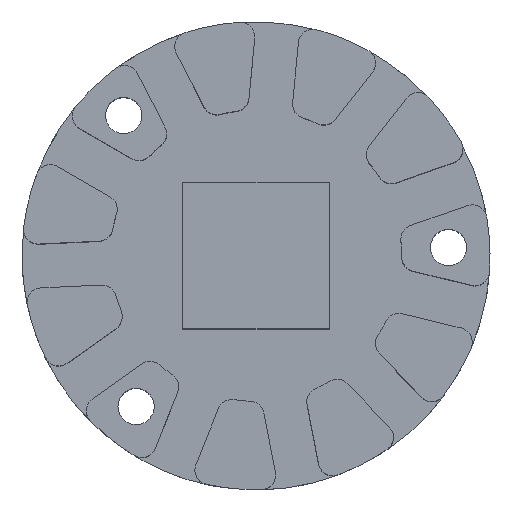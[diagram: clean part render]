
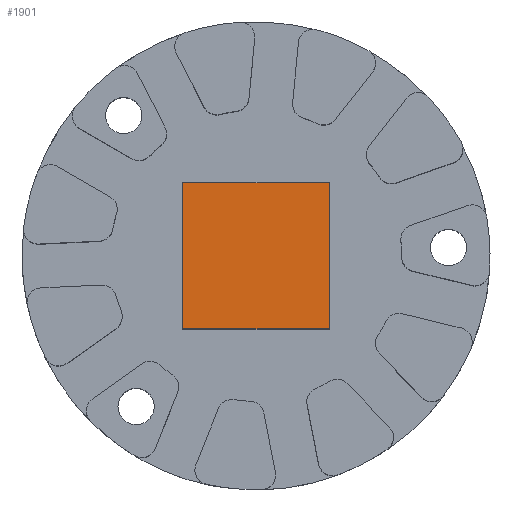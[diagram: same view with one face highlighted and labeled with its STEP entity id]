
A CAD part, top view. The second image highlights one B-rep face of the part: STEP entity #1901.
In plain terms, the highlighted planar face has unit normal (0, 0, 1).
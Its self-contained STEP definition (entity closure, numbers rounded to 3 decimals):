
#47=PLANE('',#2139);
#122=FACE_OUTER_BOUND('',#230,.T.);
#230=EDGE_LOOP('',(#1552,#1553,#1554,#1555));
#277=LINE('',#2877,#425);
#280=LINE('',#2883,#428);
#283=LINE('',#2889,#431);
#286=LINE('',#2893,#434);
#425=VECTOR('',#2238,10.);
#428=VECTOR('',#2243,10.);
#431=VECTOR('',#2248,10.);
#434=VECTOR('',#2253,10.);
#720=VERTEX_POINT('',#2874);
#721=VERTEX_POINT('',#2876);
#723=VERTEX_POINT('',#2882);
#725=VERTEX_POINT('',#2888);
#917=EDGE_CURVE('',#721,#720,#277,.T.);
#920=EDGE_CURVE('',#723,#721,#280,.T.);
#923=EDGE_CURVE('',#725,#723,#283,.T.);
#926=EDGE_CURVE('',#720,#725,#286,.T.);
#1552=ORIENTED_EDGE('',*,*,#917,.T.);
#1553=ORIENTED_EDGE('',*,*,#926,.T.);
#1554=ORIENTED_EDGE('',*,*,#923,.T.);
#1555=ORIENTED_EDGE('',*,*,#920,.T.);
#1901=ADVANCED_FACE('',(#122),#47,.T.);
#2139=AXIS2_PLACEMENT_3D('',#3276,#2656,#2657);
#2238=DIRECTION('',(0.,1.,0.));
#2243=DIRECTION('',(1.,0.,0.));
#2248=DIRECTION('',(0.,-1.,0.));
#2253=DIRECTION('',(-1.,0.,0.));
#2656=DIRECTION('center_axis',(0.,0.,1.));
#2657=DIRECTION('ref_axis',(1.,0.,0.));
#2874=CARTESIAN_POINT('',(14.019,13.151,30.));
#2876=CARTESIAN_POINT('',(14.019,-11.849,30.));
#2877=CARTESIAN_POINT('',(14.019,-5.599,30.));
#2882=CARTESIAN_POINT('',(-10.981,-11.849,30.));
#2883=CARTESIAN_POINT('',(-4.731,-11.849,30.));
#2888=CARTESIAN_POINT('',(-10.981,13.151,30.));
#2889=CARTESIAN_POINT('',(-10.981,6.901,30.));
#2893=CARTESIAN_POINT('',(7.769,13.151,30.));
#3276=CARTESIAN_POINT('Origin',(1.519,0.651,30.));
